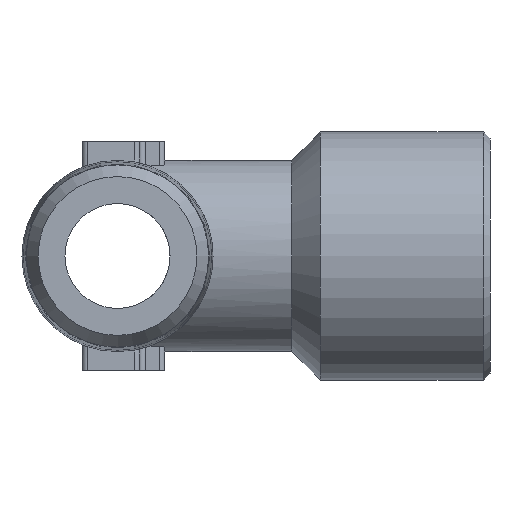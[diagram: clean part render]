
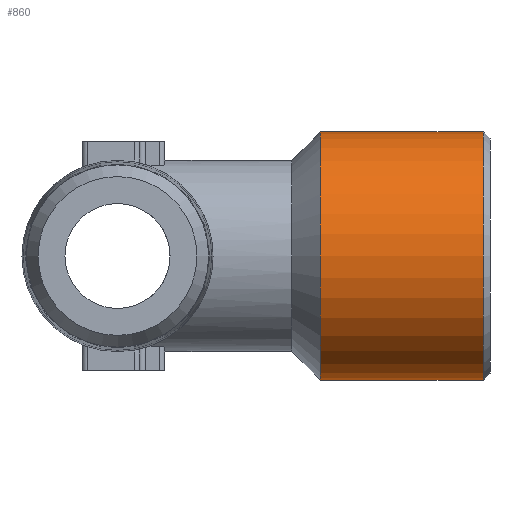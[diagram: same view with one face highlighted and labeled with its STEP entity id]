
A CAD part, left-side view. The second image highlights one B-rep face of the part: STEP entity #860.
In plain terms, the highlighted cylindrical face has radius 6.5 mm (diameter 13 mm), a full revolution.
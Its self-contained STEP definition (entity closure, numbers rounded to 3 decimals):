
#197=CIRCLE('',#954,6.5);
#198=CIRCLE('',#956,6.5);
#285=ORIENTED_EDGE('',*,*,#512,.F.);
#286=ORIENTED_EDGE('',*,*,#511,.T.);
#511=EDGE_CURVE('',#627,#627,#197,.T.);
#512=EDGE_CURVE('',#628,#628,#198,.T.);
#627=VERTEX_POINT('',#1455);
#628=VERTEX_POINT('',#1458);
#706=EDGE_LOOP('',(#285));
#707=EDGE_LOOP('',(#286));
#780=FACE_BOUND('',#706,.T.);
#781=FACE_BOUND('',#707,.T.);
#828=CYLINDRICAL_SURFACE('',#955,6.5);
#860=ADVANCED_FACE('',(#780,#781),#828,.T.);
#954=AXIS2_PLACEMENT_3D('',#1454,#1110,#1111);
#955=AXIS2_PLACEMENT_3D('',#1456,#1112,#1113);
#956=AXIS2_PLACEMENT_3D('',#1457,#1114,#1115);
#1110=DIRECTION('',(0.,1.,0.));
#1111=DIRECTION('',(-1.,0.,0.));
#1112=DIRECTION('',(0.,1.,0.));
#1113=DIRECTION('',(-1.,0.,0.));
#1114=DIRECTION('',(0.,1.,0.));
#1115=DIRECTION('',(-1.,0.,0.));
#1454=CARTESIAN_POINT('',(0.,-19.146,0.));
#1455=CARTESIAN_POINT('',(-6.5,-19.146,0.));
#1456=CARTESIAN_POINT('',(0.,0.,0.));
#1457=CARTESIAN_POINT('',(0.,-10.62,0.));
#1458=CARTESIAN_POINT('',(-6.5,-10.62,0.));
